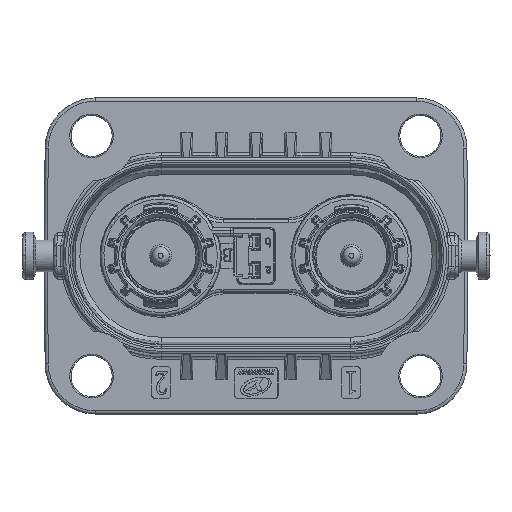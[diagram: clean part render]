
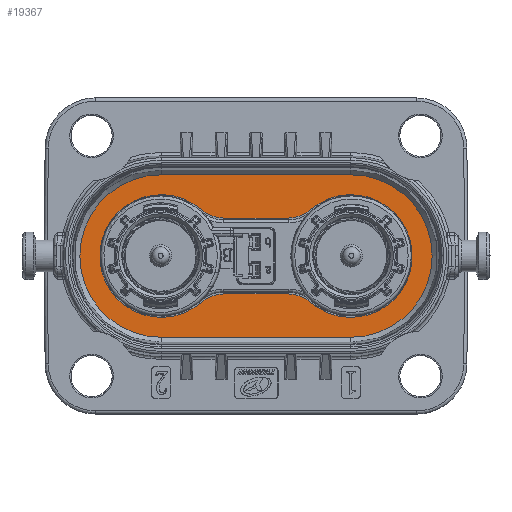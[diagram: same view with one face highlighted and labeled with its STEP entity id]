
A CAD part, top view. The second image highlights one B-rep face of the part: STEP entity #19367.
In plain terms, the highlighted planar face has unit normal (0, 0, 1).
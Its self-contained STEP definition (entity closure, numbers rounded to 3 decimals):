
#554 = CARTESIAN_POINT ( 'NONE',  ( -8.639, 7.323, -0.2 ) ) ;
#695 = DIRECTION ( 'NONE',  ( 1., 0., 0. ) ) ;
#1358 = ORIENTED_EDGE ( 'NONE', *, *, #77016, .F. ) ;
#3741 = CARTESIAN_POINT ( 'NONE',  ( -15., 12.85, -0.2 ) ) ;
#3856 = VECTOR ( 'NONE', #53006, 1000. ) ;
#4952 = EDGE_CURVE ( 'NONE', #55650, #79353, #62843, .T. ) ;
#6811 = ORIENTED_EDGE ( 'NONE', *, *, #133277, .F. ) ;
#7634 = EDGE_LOOP ( 'NONE', ( #87767, #131050, #42769, #129280, #6811, #1358, #128086, #17390 ) ) ;
#7950 = EDGE_LOOP ( 'NONE', ( #128778, #102429, #61043, #27581 ) ) ;
#8119 = VERTEX_POINT ( 'NONE', #109249 ) ;
#10680 = FACE_OUTER_BOUND ( 'NONE', #7950, .T. ) ;
#10754 = DIRECTION ( 'NONE',  ( 1., 0., 0. ) ) ;
#11334 = AXIS2_PLACEMENT_3D ( 'NONE', #82371, #21310, #31609 ) ;
#12008 = EDGE_CURVE ( 'NONE', #79353, #86303, #71091, .T. ) ;
#13701 = DIRECTION ( 'NONE',  ( 0., 0., -1. ) ) ;
#14323 = CARTESIAN_POINT ( 'NONE',  ( -5.098, -6., -0.2 ) ) ;
#17390 = ORIENTED_EDGE ( 'NONE', *, *, #56897, .F. ) ;
#19367 = ADVANCED_FACE ( 'NONE', ( #100666, #10680 ), #126144, .T. ) ;
#20235 = CARTESIAN_POINT ( 'NONE',  ( -15., 0., -0.2 ) ) ;
#21310 = DIRECTION ( 'NONE',  ( 0., 0., 1. ) ) ;
#23247 = CARTESIAN_POINT ( 'NONE',  ( 8.639, 7.323, -0.2 ) ) ;
#24738 = DIRECTION ( 'NONE',  ( 0., 0., -1. ) ) ;
#24922 = DIRECTION ( 'NONE',  ( 1., 0., 0. ) ) ;
#26283 = AXIS2_PLACEMENT_3D ( 'NONE', #96616, #24738, #35069 ) ;
#27581 = ORIENTED_EDGE ( 'NONE', *, *, #12008, .T. ) ;
#28091 = CARTESIAN_POINT ( 'NONE',  ( 15., -12.85, -0.2 ) ) ;
#30050 = EDGE_CURVE ( 'NONE', #86303, #54389, #71447, .T. ) ;
#31074 = VERTEX_POINT ( 'NONE', #23247 ) ;
#31609 = DIRECTION ( 'NONE',  ( 1., 0., 0. ) ) ;
#33687 = EDGE_CURVE ( 'NONE', #33785, #81412, #57659, .T. ) ;
#33785 = VERTEX_POINT ( 'NONE', #110036 ) ;
#33813 = VERTEX_POINT ( 'NONE', #49845 ) ;
#34379 = LINE ( 'NONE', #51673, #3856 ) ;
#34811 = CARTESIAN_POINT ( 'NONE',  ( 5.098, 11.4, -0.2 ) ) ;
#35069 = DIRECTION ( 'NONE',  ( 1., 0., 0. ) ) ;
#39656 = AXIS2_PLACEMENT_3D ( 'NONE', #44336, #84797, #55149 ) ;
#39985 = CIRCLE ( 'NONE', #45630, 5.4 ) ;
#41528 = DIRECTION ( 'NONE',  ( 0., 0., 1. ) ) ;
#42590 = CARTESIAN_POINT ( 'NONE',  ( 15., 6., -0.2 ) ) ;
#42769 = ORIENTED_EDGE ( 'NONE', *, *, #33687, .F. ) ;
#44336 = CARTESIAN_POINT ( 'NONE',  ( 15., 0., -0.2 ) ) ;
#45630 = AXIS2_PLACEMENT_3D ( 'NONE', #34811, #116590, #24922 ) ;
#48070 = CARTESIAN_POINT ( 'NONE',  ( -5.098, 11.4, -0.2 ) ) ;
#48520 = EDGE_CURVE ( 'NONE', #110451, #129291, #67515, .T. ) ;
#49845 = CARTESIAN_POINT ( 'NONE',  ( -8.639, -7.323, -0.2 ) ) ;
#51673 = CARTESIAN_POINT ( 'NONE',  ( 15., 12.85, -0.2 ) ) ;
#52172 = EDGE_CURVE ( 'NONE', #81412, #31074, #74769, .T. ) ;
#52976 = EDGE_CURVE ( 'NONE', #54389, #55650, #34379, .T. ) ;
#53006 = DIRECTION ( 'NONE',  ( -1., 0., 0. ) ) ;
#54389 = VERTEX_POINT ( 'NONE', #130395 ) ;
#55149 = DIRECTION ( 'NONE',  ( 1., 0., 0. ) ) ;
#55650 = VERTEX_POINT ( 'NONE', #3741 ) ;
#56672 = CARTESIAN_POINT ( 'NONE',  ( -15., -12.85, -0.2 ) ) ;
#56897 = EDGE_CURVE ( 'NONE', #8119, #110451, #83387, .T. ) ;
#57539 = EDGE_CURVE ( 'NONE', #106984, #33785, #85063, .T. ) ;
#57659 = CIRCLE ( 'NONE', #26283, 5.4 ) ;
#58324 = CARTESIAN_POINT ( 'NONE',  ( 15., -12.85, -0.2 ) ) ;
#58885 = DIRECTION ( 'NONE',  ( 0., 0., -1. ) ) ;
#61043 = ORIENTED_EDGE ( 'NONE', *, *, #4952, .T. ) ;
#62430 = DIRECTION ( 'NONE',  ( 0., 0., 1. ) ) ;
#62719 = CARTESIAN_POINT ( 'NONE',  ( 15., -6., -0.2 ) ) ;
#62843 = CIRCLE ( 'NONE', #97625, 12.85 ) ;
#62882 = DIRECTION ( 'NONE',  ( -1., 0., 0. ) ) ;
#63179 = CARTESIAN_POINT ( 'NONE',  ( 15., 0., -0.2 ) ) ;
#67515 = CIRCLE ( 'NONE', #112449, 5.4 ) ;
#71091 = LINE ( 'NONE', #28091, #72610 ) ;
#71447 = CIRCLE ( 'NONE', #11334, 12.85 ) ;
#72610 = VECTOR ( 'NONE', #80656, 1000. ) ;
#73888 = AXIS2_PLACEMENT_3D ( 'NONE', #96357, #13701, #85998 ) ;
#73953 = DIRECTION ( 'NONE',  ( 1., 0., 0. ) ) ;
#74400 = DIRECTION ( 'NONE',  ( 0., 0., 1. ) ) ;
#74769 = CIRCLE ( 'NONE', #81741, 9.7 ) ;
#76290 = AXIS2_PLACEMENT_3D ( 'NONE', #20235, #62430, #10754 ) ;
#77016 = EDGE_CURVE ( 'NONE', #129291, #33813, #133111, .T. ) ;
#78753 = EDGE_CURVE ( 'NONE', #31074, #8119, #39985, .T. ) ;
#79353 = VERTEX_POINT ( 'NONE', #56672 ) ;
#80656 = DIRECTION ( 'NONE',  ( 1., 0., 0. ) ) ;
#81412 = VERTEX_POINT ( 'NONE', #91803 ) ;
#81741 = AXIS2_PLACEMENT_3D ( 'NONE', #63179, #74400, #104447 ) ;
#82371 = CARTESIAN_POINT ( 'NONE',  ( 15., 0., -0.2 ) ) ;
#83387 = LINE ( 'NONE', #42590, #99513 ) ;
#84797 = DIRECTION ( 'NONE',  ( 0., 0., 1. ) ) ;
#85063 = LINE ( 'NONE', #62719, #104386 ) ;
#85998 = DIRECTION ( 'NONE',  ( 1., 0., 0. ) ) ;
#86303 = VERTEX_POINT ( 'NONE', #58324 ) ;
#87767 = ORIENTED_EDGE ( 'NONE', *, *, #78753, .F. ) ;
#91803 = CARTESIAN_POINT ( 'NONE',  ( 8.639, -7.323, -0.2 ) ) ;
#92734 = CARTESIAN_POINT ( 'NONE',  ( -15., 0., -0.2 ) ) ;
#96357 = CARTESIAN_POINT ( 'NONE',  ( -5.098, -11.4, -0.2 ) ) ;
#96616 = CARTESIAN_POINT ( 'NONE',  ( 5.098, -11.4, -0.2 ) ) ;
#97625 = AXIS2_PLACEMENT_3D ( 'NONE', #92734, #41528, #695 ) ;
#99513 = VECTOR ( 'NONE', #62882, 1000. ) ;
#100666 = FACE_BOUND ( 'NONE', #7634, .T. ) ;
#102429 = ORIENTED_EDGE ( 'NONE', *, *, #52976, .T. ) ;
#103087 = CIRCLE ( 'NONE', #73888, 5.4 ) ;
#104386 = VECTOR ( 'NONE', #73953, 1000. ) ;
#104447 = DIRECTION ( 'NONE',  ( 1., 0., 0. ) ) ;
#106984 = VERTEX_POINT ( 'NONE', #14323 ) ;
#109249 = CARTESIAN_POINT ( 'NONE',  ( 5.098, 6., -0.2 ) ) ;
#110036 = CARTESIAN_POINT ( 'NONE',  ( 5.098, -6., -0.2 ) ) ;
#110451 = VERTEX_POINT ( 'NONE', #121934 ) ;
#110938 = DIRECTION ( 'NONE',  ( 1., 0., 0. ) ) ;
#112449 = AXIS2_PLACEMENT_3D ( 'NONE', #48070, #58885, #110938 ) ;
#116590 = DIRECTION ( 'NONE',  ( 0., 0., -1. ) ) ;
#121934 = CARTESIAN_POINT ( 'NONE',  ( -5.098, 6., -0.2 ) ) ;
#126144 = PLANE ( 'NONE',  #39656 ) ;
#128086 = ORIENTED_EDGE ( 'NONE', *, *, #48520, .F. ) ;
#128778 = ORIENTED_EDGE ( 'NONE', *, *, #30050, .T. ) ;
#129280 = ORIENTED_EDGE ( 'NONE', *, *, #57539, .F. ) ;
#129291 = VERTEX_POINT ( 'NONE', #554 ) ;
#130395 = CARTESIAN_POINT ( 'NONE',  ( 15., 12.85, -0.2 ) ) ;
#131050 = ORIENTED_EDGE ( 'NONE', *, *, #52172, .F. ) ;
#133111 = CIRCLE ( 'NONE', #76290, 9.7 ) ;
#133277 = EDGE_CURVE ( 'NONE', #33813, #106984, #103087, .T. ) ;
